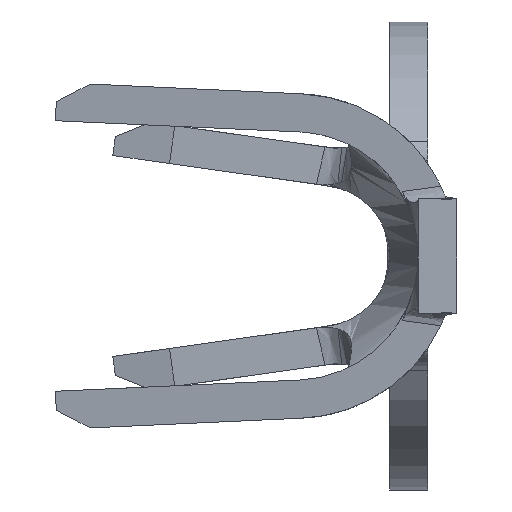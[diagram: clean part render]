
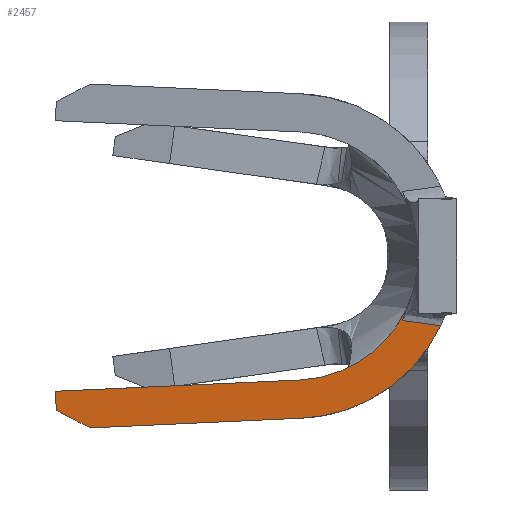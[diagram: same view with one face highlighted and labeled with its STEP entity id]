
A CAD part, left-side view. The second image highlights one B-rep face of the part: STEP entity #2457.
In plain terms, the highlighted planar face has unit normal (-0.99, 0.139, 0).
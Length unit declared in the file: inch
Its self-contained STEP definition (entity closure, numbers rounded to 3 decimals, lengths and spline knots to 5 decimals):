
#47 = CARTESIAN_POINT ( 'NONE',  ( -0.329, 0.19133, -0.08247 ) ) ;
#65 =( BOUNDED_CURVE ( )  B_SPLINE_CURVE ( 3, ( #2044, #1283, #888, #831 ),
 .UNSPECIFIED., .F., .T. ) 
 B_SPLINE_CURVE_WITH_KNOTS ( ( 4, 4 ),
 ( 3.58516, 4.66644 ),
 .UNSPECIFIED. ) 
 CURVE ( )  GEOMETRIC_REPRESENTATION_ITEM ( )  RATIONAL_B_SPLINE_CURVE ( ( 1., 0.905, 0.905, 1. ) ) 
 REPRESENTATION_ITEM ( '' )  );
#164 = VECTOR ( 'NONE', #1514, 39.37008 ) ;
#165 = AXIS2_PLACEMENT_3D ( 'NONE', #4126, #4117, #4113 ) ;
#266 = VERTEX_POINT ( 'NONE', #2851 ) ;
#362 = LINE ( 'NONE', #47, #4089 ) ;
#377 = ORIENTED_EDGE ( 'NONE', *, *, #997, .F. ) ;
#471 = CARTESIAN_POINT ( 'NONE',  ( -0.35401, 0.01342, -0.03378 ) ) ;
#575 = CARTESIAN_POINT ( 'NONE',  ( -0.3541, 0.01274, -0.03389 ) ) ;
#667 = CARTESIAN_POINT ( 'NONE',  ( -0.35405, 0.01308, -0.03384 ) ) ;
#714 = EDGE_CURVE ( 'NONE', #266, #3749, #2798, .T. ) ;
#749 = CARTESIAN_POINT ( 'NONE',  ( -0.35438, 0.01078, -0.03419 ) ) ;
#831 = CARTESIAN_POINT ( 'NONE',  ( -0.3466, 0.0661, -0.08491 ) ) ;
#888 = CARTESIAN_POINT ( 'NONE',  ( -0.35113, 0.0339, -0.08343 ) ) ;
#909 = CARTESIAN_POINT ( 'NONE',  ( -0.35415, 0.0124, -0.03394 ) ) ;
#969 = EDGE_CURVE ( 'NONE', #3913, #4331, #4285, .T. ) ;
#997 = EDGE_CURVE ( 'NONE', #4353, #3913, #362, .T. ) ;
#1058 = CARTESIAN_POINT ( 'NONE',  ( -0.3546, 0.00916, -0.03442 ) ) ;
#1107 = EDGE_CURVE ( 'NONE', #3482, #266, #2921, .T. ) ;
#1114 = CARTESIAN_POINT ( 'NONE',  ( -0.35483, 0.00754, -0.03465 ) ) ;
#1133 = CARTESIAN_POINT ( 'NONE',  ( -0.35506, 0.00593, -0.03487 ) ) ;
#1243 = CARTESIAN_POINT ( 'NONE',  ( -0.33105, 0.17678, -0.09 ) ) ;
#1272 = EDGE_CURVE ( 'NONE', #4331, #2383, #2498, .T. ) ;
#1283 = CARTESIAN_POINT ( 'NONE',  ( -0.3549, 0.00706, -0.06559 ) ) ;
#1287 = CARTESIAN_POINT ( 'NONE',  ( -0.35456, 0.00948, -0.02371 ) ) ;
#1289 = VECTOR ( 'NONE', #4493, 39.37008 ) ;
#1309 = CARTESIAN_POINT ( 'NONE',  ( -0.35438, 0.01079, -0.02707 ) ) ;
#1370 = CARTESIAN_POINT ( 'NONE',  ( -0.32849, 0.195, -0.07082 ) ) ;
#1413 = CARTESIAN_POINT ( 'NONE',  ( -0.35529, 0.00431, -0.03509 ) ) ;
#1498 = CARTESIAN_POINT ( 'NONE',  ( -0.35551, 0.00269, -0.0353 ) ) ;
#1514 = DIRECTION ( 'NONE',  ( 0.139, 0.989, -0.045 ) ) ;
#1522 = CARTESIAN_POINT ( 'NONE',  ( -0.34682, 0.06453, -0.08484 ) ) ;
#1556 = CARTESIAN_POINT ( 'NONE',  ( -0.35568, 0.00149, -0.03545 ) ) ;
#1580 = EDGE_CURVE ( 'NONE', #2383, #3749, #2295, .T. ) ;
#1856 = EDGE_CURVE ( 'NONE', #3482, #1968, #65, .T. ) ;
#1869 = CARTESIAN_POINT ( 'NONE',  ( -0.35585, 0.0003, -0.0356 ) ) ;
#1885 = CARTESIAN_POINT ( 'NONE',  ( -0.34647, 0.06701, -0.06493 ) ) ;
#1968 = VERTEX_POINT ( 'NONE', #3694 ) ;
#1992 = CARTESIAN_POINT ( 'NONE',  ( -0.35602, -0.00089, -0.03575 ) ) ;
#2017 = CARTESIAN_POINT ( 'NONE',  ( -0.35419, 0.01211, -0.03042 ) ) ;
#2044 = CARTESIAN_POINT ( 'NONE',  ( -0.35684, -0.00677, -0.03648 ) ) ;
#2069 = CARTESIAN_POINT ( 'NONE',  ( -0.35629, -0.00285, -0.03599 ) ) ;
#2116 = CARTESIAN_POINT ( 'NONE',  ( -0.35456, 0.00948, -0.02371 ) ) ;
#2127 = CARTESIAN_POINT ( 'NONE',  ( -0.35321, 0.01912, -0.04832 ) ) ;
#2141 = CARTESIAN_POINT ( 'NONE',  ( -0.35684, -0.00677, -0.03648 ) ) ;
#2223 = EDGE_CURVE ( 'NONE', #1968, #4353, #3042, .T. ) ;
#2295 =( BOUNDED_CURVE ( )  B_SPLINE_CURVE ( 3, ( #2326, #2701, #2127, #2116 ),
 .UNSPECIFIED., .F., .T. ) 
 B_SPLINE_CURVE_WITH_KNOTS ( ( 4, 4 ),
 ( 1.61675, 2.76828 ),
 .UNSPECIFIED. ) 
 CURVE ( )  GEOMETRIC_REPRESENTATION_ITEM ( )  RATIONAL_B_SPLINE_CURVE ( ( 1., 0.893, 0.893, 1. ) ) 
 REPRESENTATION_ITEM ( '' )  );
#2326 = CARTESIAN_POINT ( 'NONE',  ( -0.34647, 0.06701, -0.06493 ) ) ;
#2362 = CARTESIAN_POINT ( 'NONE',  ( -0.32849, 0.19499, -0.07101 ) ) ;
#2383 = VERTEX_POINT ( 'NONE', #1885 ) ;
#2457 = ADVANCED_FACE ( 'NONE', ( #4324 ), #4152, .F. ) ;
#2498 = LINE ( 'NONE', #4588, #1289 ) ;
#2701 = CARTESIAN_POINT ( 'NONE',  ( -0.35018, 0.04061, -0.06372 ) ) ;
#2751 = CARTESIAN_POINT ( 'NONE',  ( -0.32855, 0.19454, -0.08081 ) ) ;
#2798 = B_SPLINE_CURVE_WITH_KNOTS ( 'NONE', 3,
 ( #4359, #2017, #1309, #1287 ),
 .UNSPECIFIED., .F., .F.,
 ( 4, 4 ),
 ( 0., 0.00028 ),
 .UNSPECIFIED. ) ;
#2851 = CARTESIAN_POINT ( 'NONE',  ( -0.35401, 0.01342, -0.03378 ) ) ;
#2867 = DIRECTION ( 'NONE',  ( 0.006, 0.046, 0.999 ) ) ;
#2921 = B_SPLINE_CURVE_WITH_KNOTS ( 'NONE', 3,
 ( #3016, #4162, #2069, #1992, #1869, #1556, #1498, #1413, #1133, #1114, #1058, #749, #909, #575, #667, #471 ),
 .UNSPECIFIED., .F., .F.,
 ( 4, 3, 3, 3, 3, 4 ),
 ( 0., 0.00015, 0.00024, 0.00037, 0.0005, 0.00052 ),
 .UNSPECIFIED. ) ;
#3016 = CARTESIAN_POINT ( 'NONE',  ( -0.35684, -0.00677, -0.03648 ) ) ;
#3042 = LINE ( 'NONE', #1522, #164 ) ;
#3357 = ORIENTED_EDGE ( 'NONE', *, *, #1856, .F. ) ;
#3381 = EDGE_LOOP ( 'NONE', ( #3357, #4309, #3949, #3624, #3843, #4037, #377, #4540 ) ) ;
#3482 = VERTEX_POINT ( 'NONE', #2141 ) ;
#3624 = ORIENTED_EDGE ( 'NONE', *, *, #1580, .F. ) ;
#3662 = CARTESIAN_POINT ( 'NONE',  ( -0.35456, 0.00948, -0.02371 ) ) ;
#3694 = CARTESIAN_POINT ( 'NONE',  ( -0.3466, 0.0661, -0.08491 ) ) ;
#3749 = VERTEX_POINT ( 'NONE', #3662 ) ;
#3843 = ORIENTED_EDGE ( 'NONE', *, *, #1272, .F. ) ;
#3913 = VERTEX_POINT ( 'NONE', #2751 ) ;
#3949 = ORIENTED_EDGE ( 'NONE', *, *, #714, .T. ) ;
#4037 = ORIENTED_EDGE ( 'NONE', *, *, #969, .F. ) ;
#4089 = VECTOR ( 'NONE', #4518, 39.37008 ) ;
#4113 = DIRECTION ( 'NONE',  ( 0.139, 0.99, 0. ) ) ;
#4117 = DIRECTION ( 'NONE',  ( 0.99, -0.139, 0. ) ) ;
#4126 = CARTESIAN_POINT ( 'NONE',  ( -0.32849, 0.195, -0.09 ) ) ;
#4152 = PLANE ( 'NONE',  #165 ) ;
#4162 = CARTESIAN_POINT ( 'NONE',  ( -0.35657, -0.00481, -0.03623 ) ) ;
#4188 = VECTOR ( 'NONE', #2867, 39.37008 ) ;
#4285 = LINE ( 'NONE', #2362, #4188 ) ;
#4309 = ORIENTED_EDGE ( 'NONE', *, *, #1107, .T. ) ;
#4324 = FACE_OUTER_BOUND ( 'NONE', #3381, .T. ) ;
#4331 = VERTEX_POINT ( 'NONE', #1370 ) ;
#4353 = VERTEX_POINT ( 'NONE', #1243 ) ;
#4359 = CARTESIAN_POINT ( 'NONE',  ( -0.35401, 0.01342, -0.03378 ) ) ;
#4493 = DIRECTION ( 'NONE',  ( -0.139, -0.989, 0.045 ) ) ;
#4518 = DIRECTION ( 'NONE',  ( 0.124, 0.881, 0.456 ) ) ;
#4540 = ORIENTED_EDGE ( 'NONE', *, *, #2223, .F. ) ;
#4588 = CARTESIAN_POINT ( 'NONE',  ( -0.3467, 0.06543, -0.06486 ) ) ;
